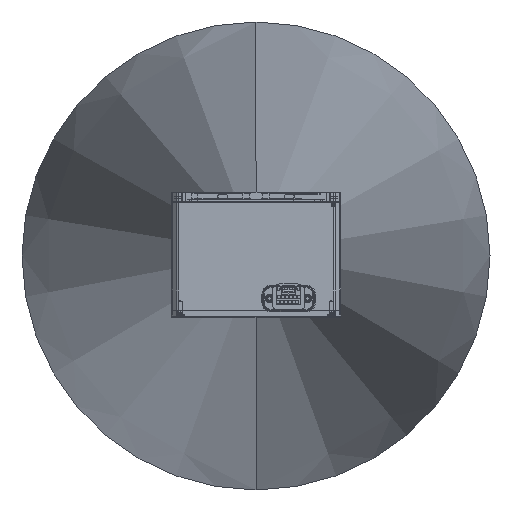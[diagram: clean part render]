
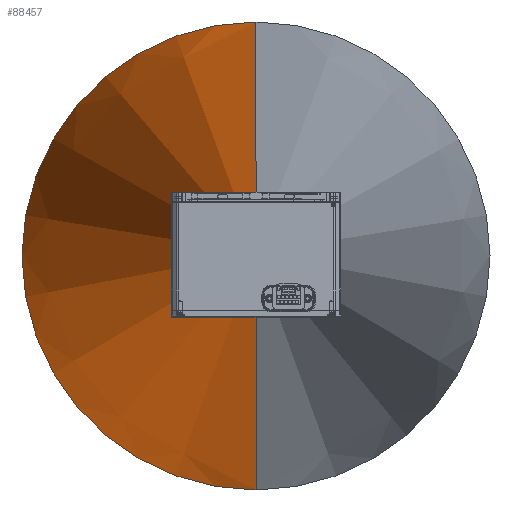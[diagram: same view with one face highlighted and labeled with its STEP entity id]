
A CAD part, top view. The second image highlights one B-rep face of the part: STEP entity #88457.
In plain terms, the highlighted conical face has half-angle 7.5 degrees and reference radius 92.541 mm.
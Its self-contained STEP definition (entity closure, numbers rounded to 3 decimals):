
#88406=CARTESIAN_POINT('',(0.,2.05,-57.5));
#88407=DIRECTION('',(0.,0.,1.));
#88408=DIRECTION('',(0.,1.,0.));
#88409=AXIS2_PLACEMENT_3D('',#88406,#88407,#88408);
#88411=CARTESIAN_POINT('',(0.,2.05,-1000.));
#88412=DIRECTION('',(0.,0.,-1.));
#88413=DIRECTION('',(0.,-1.,0.));
#88414=AXIS2_PLACEMENT_3D('',#88411,#88412,#88413);
#88416=DIRECTION('',(0.,0.131,-0.991));
#88417=VECTOR('',#88416,950.633);
#88418=CARTESIAN_POINT('',(0.,32.55,-57.5));
#88419=LINE('',#88418,#88417);
#88425=DIRECTION('',(0.,0.131,0.991));
#88426=VECTOR('',#88425,950.633);
#88427=CARTESIAN_POINT('',(0.,-152.532,-1000.));
#88428=LINE('',#88427,#88426);
#88434=CARTESIAN_POINT('',(0.,32.55,-57.5));
#88435=CARTESIAN_POINT('',(0.,-28.45,-57.5));
#88436=VERTEX_POINT('',#88434);
#88437=VERTEX_POINT('',#88435);
#88438=CARTESIAN_POINT('',(0.,-152.532,-1000.));
#88439=CARTESIAN_POINT('',(0.,156.632,-1000.));
#88440=VERTEX_POINT('',#88438);
#88441=VERTEX_POINT('',#88439);
#88442=CARTESIAN_POINT('',(0.,2.05,-528.75));
#88443=DIRECTION('',(0.,0.,-1.));
#88444=DIRECTION('',(0.,1.,0.));
#88445=AXIS2_PLACEMENT_3D('',#88442,#88443,#88444);
#88446=CONICAL_SURFACE('',#88445,92.541,7.5);
#88448=ORIENTED_EDGE('',*,*,#88447,.F.);
#88450=ORIENTED_EDGE('',*,*,#88449,.T.);
#88452=ORIENTED_EDGE('',*,*,#88451,.F.);
#88454=ORIENTED_EDGE('',*,*,#88453,.T.);
#88455=EDGE_LOOP('',(#88448,#88450,#88452,#88454));
#88456=FACE_OUTER_BOUND('',#88455,.F.);
#88457=ADVANCED_FACE('',(#88456),#88446,.T.);
#88410=CIRCLE('',#88409,30.5);
#88415=CIRCLE('',#88414,154.582);
#88447=EDGE_CURVE('',#88436,#88441,#88419,.T.);
#88449=EDGE_CURVE('',#88436,#88437,#88410,.T.);
#88451=EDGE_CURVE('',#88440,#88437,#88428,.T.);
#88453=EDGE_CURVE('',#88440,#88441,#88415,.T.);
